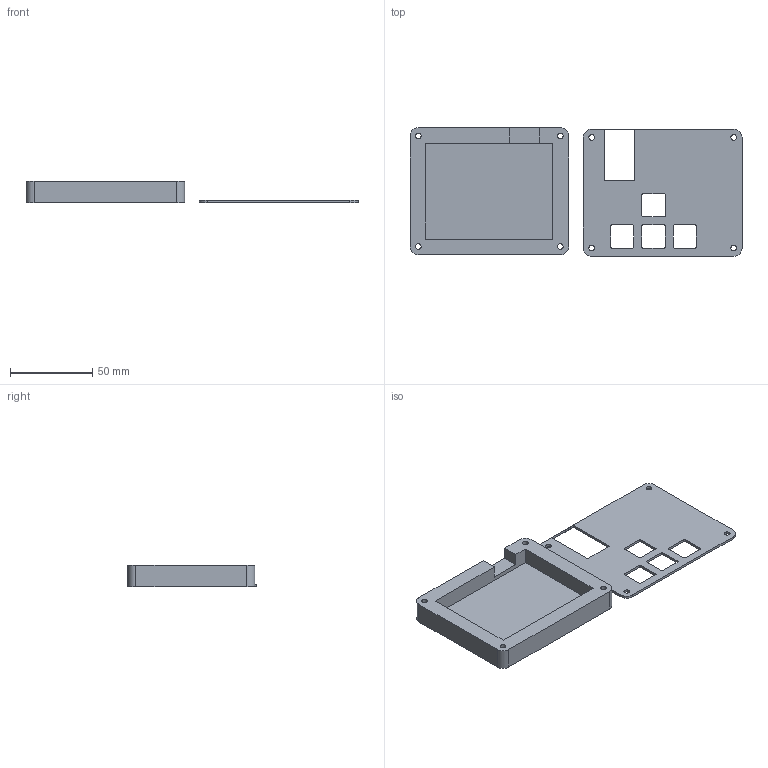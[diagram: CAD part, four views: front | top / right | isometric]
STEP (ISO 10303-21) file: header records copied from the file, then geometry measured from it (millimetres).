
FILE_DESCRIPTION(/* description */ (''),/* implementation_level */ '2;1');
FILE_NAME(/* name */ 'Lapis''s MacroBoard p2.step',/* time_stamp */ '2025-06-26T19:06:27-04:00',/* author */ (''),/* organization */ (''),/* preprocessor_version */ 'ST-DEVELOPER v20.1',/* originating_system */ 'Autodesk Translation Framework v14.10.0.0',/* authorisation */ '');
FILE_SCHEMA (('AUTOMOTIVE_DESIGN { 1 0 10303 214 3 1 1 }'));
Length unit declared in the file: millimetre
Products named in the file (3): 2025-06-26-18-27-29-491; 2025-06-26-17-46-29-352; 2025-06-26-17-48-37-776
Bounding box: 201.37 x 78.08 x 13.2 mm (x, y, z)
Volume: 58315 mm3; surface area: 35485.8 mm2
Topology: 2 solids, 2 shells, 476 faces, 1323 edges, 882 vertices
Faces by surface type: bspline 287, plane 153, cylinder 36
Full cylindrical faces by diameter (mm): 3.4 x8, 6 x4
Entity records: 17975 total; most frequent: CARTESIAN_POINT 7565, ORIENTED_EDGE 2646, EDGE_CURVE 1323, DIRECTION 1209, VERTEX_POINT 882, LINE 677, VECTOR 677, B_SPLINE_CURVE_WITH_KNOTS 574
